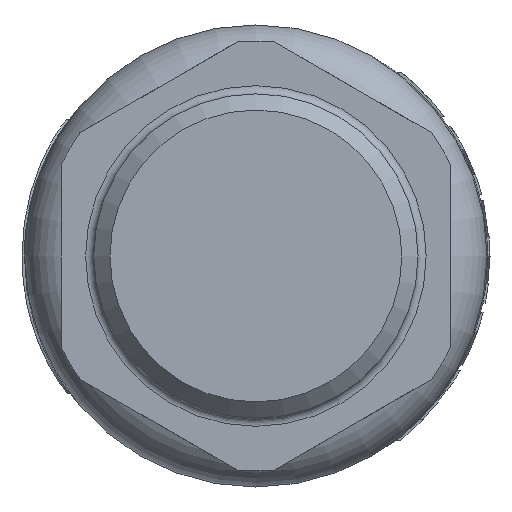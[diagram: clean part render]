
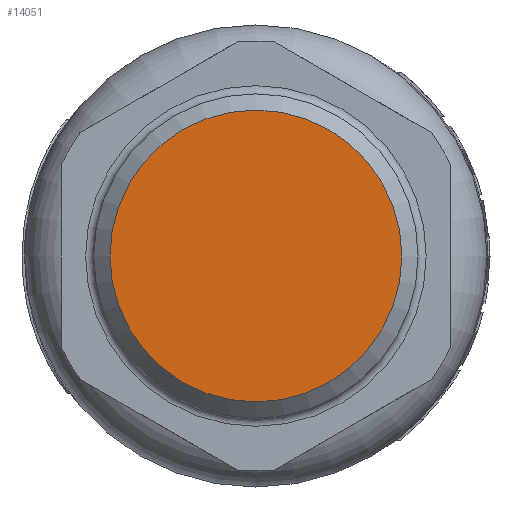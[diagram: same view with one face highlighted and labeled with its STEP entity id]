
A CAD part, left-side view. The second image highlights one B-rep face of the part: STEP entity #14051.
In plain terms, the highlighted planar face has unit normal (-1, 0, 0).
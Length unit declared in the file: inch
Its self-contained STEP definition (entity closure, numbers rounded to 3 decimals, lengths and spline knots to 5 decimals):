
#626=CIRCLE('',#14819,0.35433);
#2975=FACE_OUTER_BOUND('',#3760,.T.);
#3760=EDGE_LOOP('',(#10434));
#5534=VERTEX_POINT('',#24655);
#7300=EDGE_CURVE('',#5534,#5534,#626,.T.);
#10434=ORIENTED_EDGE('',*,*,#7300,.F.);
#12860=PLANE('',#14818);
#14051=ADVANCED_FACE('',(#2975),#12860,.T.);
#14818=AXIS2_PLACEMENT_3D('',#24654,#16886,#16887);
#14819=AXIS2_PLACEMENT_3D('',#24656,#16888,#16889);
#16886=DIRECTION('center_axis',(-1.,0.,0.));
#16887=DIRECTION('ref_axis',(0.,-1.,0.));
#16888=DIRECTION('center_axis',(1.,0.,0.));
#16889=DIRECTION('ref_axis',(0.,0.,
-1.));
#24654=CARTESIAN_POINT('Origin',(-1.7999,0.,
0.3937));
#24655=CARTESIAN_POINT('',(-1.7999,0.,0.35433));
#24656=CARTESIAN_POINT('Origin',(-1.7999,0.,
0.));
